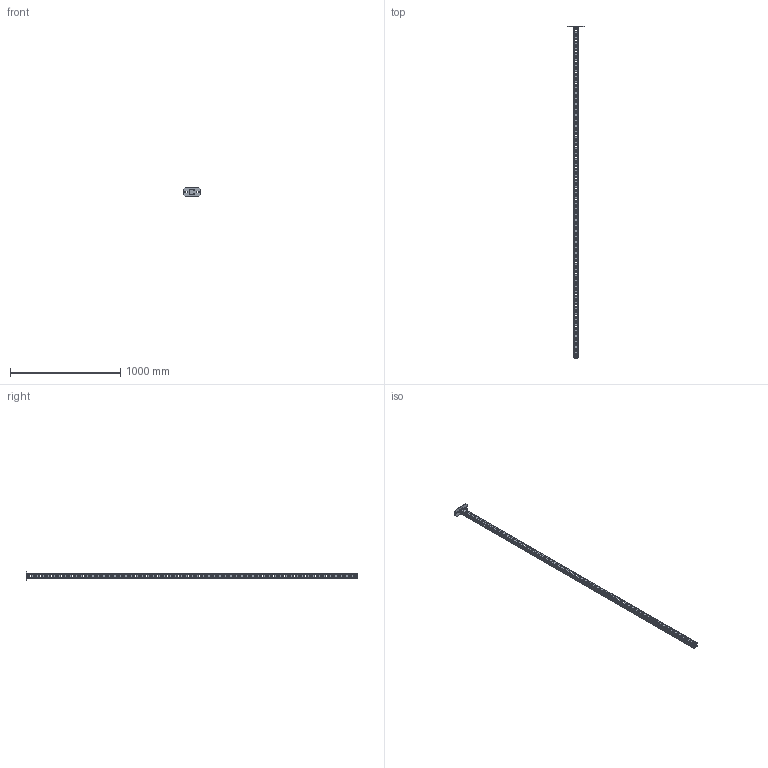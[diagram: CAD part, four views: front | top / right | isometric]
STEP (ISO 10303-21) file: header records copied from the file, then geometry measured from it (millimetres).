
FILE_DESCRIPTION((''),'2;1');
FILE_NAME('750613_ASM','2018-12-11T13:28:25',('tomasz.grudniewski'),(''),'CREO PARAMETRIC BY PTC INC, 2018260','CREO PARAMETRIC BY PTC INC, 2018260','');
FILE_SCHEMA(('CONFIG_CONTROL_DESIGN'));
Length unit declared in the file: millimetre
Products named in the file (3): PODSTAWA_80X150_G6_PRT; WPCW_3000_PRT; 750613_ASM
Assembly tree (2 placements, depth 2):
  750613_ASM
    PODSTAWA_80X150_G6_PRT
    WPCW_3000_PRT
Bounding box: 150 x 3006 x 80 mm (x, y, z)
Volume: 769752.5 mm3; surface area: 773353 mm2
Topology: 2 solids, 2 shells, 792 faces, 2316 edges, 1528 vertices
Faces by surface type: plane 776, cylinder 16
Entity records: 26464 total; most frequent: CARTESIAN_POINT 4641, ORIENTED_EDGE 4632, DIRECTION 3942, EDGE_CURVE 2316, VECTOR 2284, LINE 2284, VERTEX_POINT 1528, EDGE_LOOP 1156
